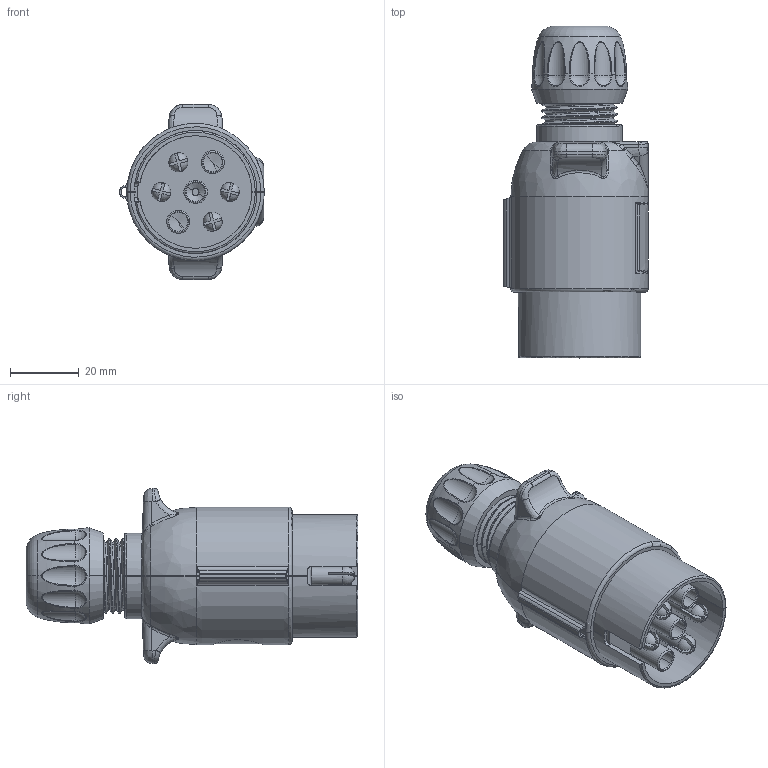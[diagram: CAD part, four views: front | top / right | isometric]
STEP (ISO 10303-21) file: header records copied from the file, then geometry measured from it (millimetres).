
FILE_DESCRIPTION((''),'2;1');
FILE_NAME('201212_ASM_1_SW0001','2020-10-14T09:57:01',('teru'),(''),'CREO PARAMETRIC BY PTC INC, 2017380','CREO PARAMETRIC BY PTC INC, 2017380','');
FILE_SCHEMA(('CONFIG_CONTROL_DESIGN'));
Length unit declared in the file: millimetre
Products named in the file (1): 201212_ASM_1_SW0001
Bounding box: 42.1 x 96.76 x 51.04 mm (x, y, z)
Volume: 79402.5 mm3; surface area: 17546.6 mm2
Topology: 1 solids, 1 shells, 480 faces, 1234 edges, 767 vertices
Faces by surface type: cylinder 145, bspline 142, plane 119, sphere 28, torus 21, cone 16, extrusion 9
Entity records: 26394 total; most frequent: CARTESIAN_POINT 15794, ORIENTED_EDGE 2460, DIRECTION 1808, EDGE_CURVE 1230, VERTEX_POINT 767, AXIS2_PLACEMENT_3D 668, EDGE_LOOP 497, FACE_OUTER_BOUND 480
